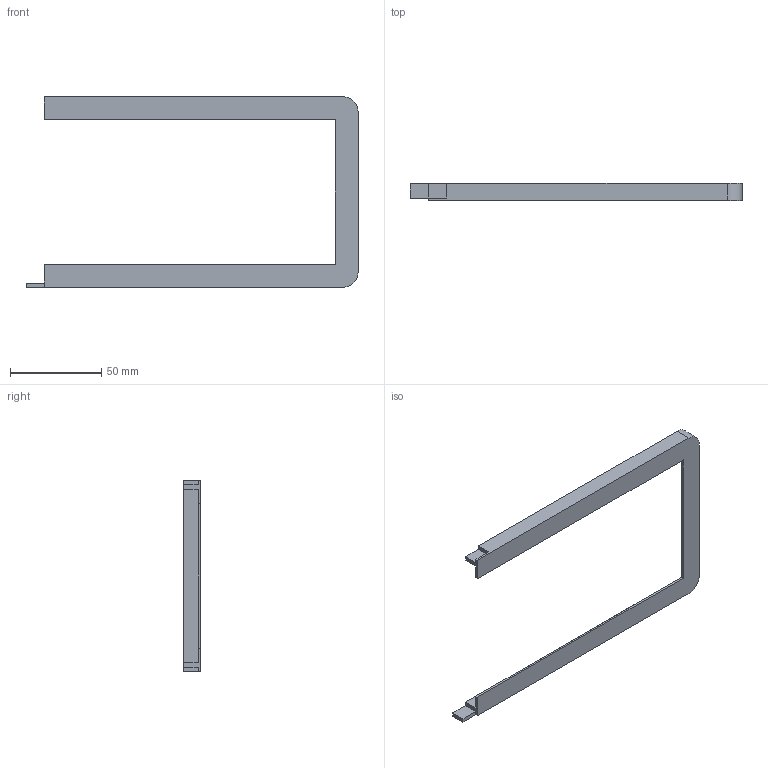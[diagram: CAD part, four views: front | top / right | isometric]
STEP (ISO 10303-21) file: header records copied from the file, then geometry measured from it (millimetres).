
FILE_DESCRIPTION(/* description */ (''),/* implementation_level */ '2;1');
FILE_NAME(/* name */ 'Pixelix_Top_left.step',/* time_stamp */ '2023-01-31T11:06:39+01:00',/* author */ (''),/* organization */ (''),/* preprocessor_version */ 'ST-DEVELOPER v19.2',/* originating_system */ 'Autodesk Translation Framework v11.17.0.187',/* authorisation */ '');
FILE_SCHEMA (('AUTOMOTIVE_DESIGN { 1 0 10303 214 3 1 1 }'));
Length unit declared in the file: millimetre
Products named in the file (1): Pixelix_Top_left
Bounding box: 182.25 x 9.2 x 104.5 mm (x, y, z)
Volume: 21347.2 mm3; surface area: 18893 mm2
Topology: 1 solids, 1 shells, 30 faces, 76 edges, 48 vertices
Faces by surface type: plane 26, bspline 2, cylinder 2
Entity records: 911 total; most frequent: CARTESIAN_POINT 173, ORIENTED_EDGE 152, DIRECTION 134, EDGE_CURVE 76, LINE 68, VECTOR 68, VERTEX_POINT 48, AXIS2_PLACEMENT_3D 33
